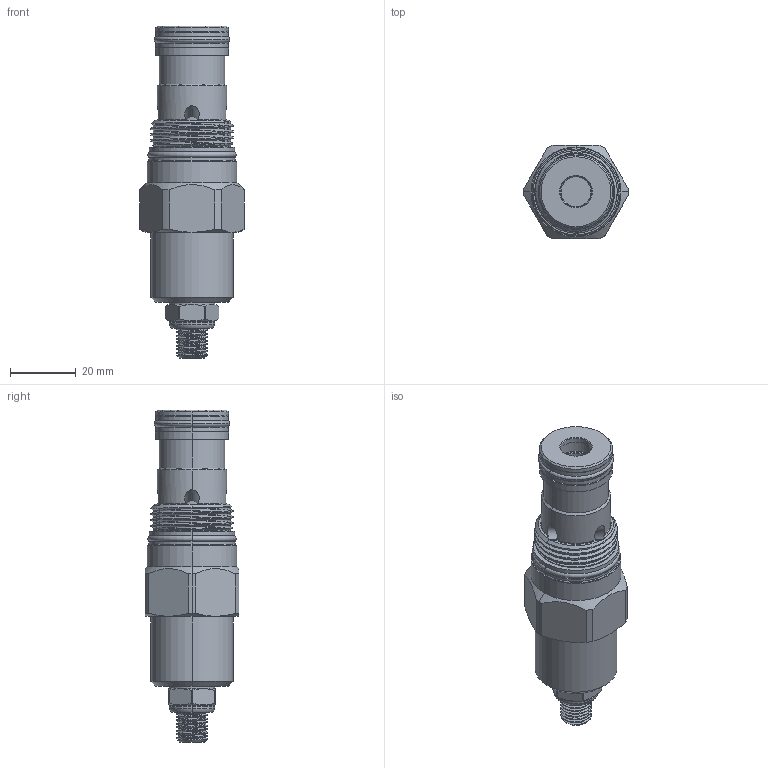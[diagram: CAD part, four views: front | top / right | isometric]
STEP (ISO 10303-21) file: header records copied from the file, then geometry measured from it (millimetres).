
FILE_DESCRIPTION (( 'STEP AP203' ), '1' );
FILE_NAME ('NC5A21-L.STEP', '2016-06-07T06:34:32', ( '' ), ( '' ), 'SwSTEP 2.0', 'SolidWorks 2012', '' );
FILE_SCHEMA (( 'CONFIG_CONTROL_DESIGN' ));
Length unit declared in the file: millimetre
Products named in the file (1): NC5A21-L
Bounding box: 31.8 x 28.57 x 101.05 mm (x, y, z)
Volume: 39994.5 mm3; surface area: 14108.3 mm2
Topology: 4 solids, 9 shells, 301 faces, 731 edges, 463 vertices
Faces by surface type: cylinder 144, plane 66, cone 51, torus 32, bspline 8
Entity records: 16144 total; most frequent: CARTESIAN_POINT 9320, ORIENTED_EDGE 1458, DIRECTION 1388, EDGE_CURVE 729, AXIS2_PLACEMENT_3D 582, VERTEX_POINT 463, EDGE_LOOP 328, ADVANCED_FACE 301
